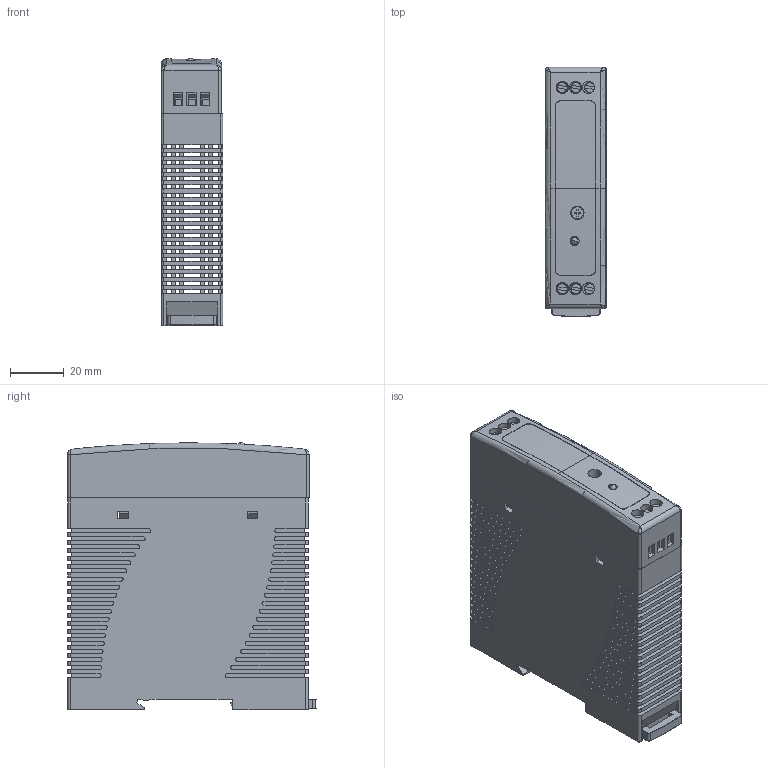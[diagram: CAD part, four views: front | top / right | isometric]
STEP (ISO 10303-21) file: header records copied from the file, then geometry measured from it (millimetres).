
FILE_DESCRIPTION (( 'STEP AP214' ), '1' );
FILE_NAME ('CDKS-10-20W三维图-202505.STEP', '2025-05-07T02:51:13', ( '万丰电脑' ), ( '电话：0577-62733550' ), 'SwSTEP 2.0', 'SolidWorks 2020', '' );
FILE_SCHEMA (( 'AUTOMOTIVE_DESIGN' ));
Length unit declared in the file: millimetre
Products named in the file (9): CDKS-10W奻裔; CDKS-10W縐諶; 萇弇んDIAN; ledｵﾆ; 三位端子; CDKS-10-20W三维图-202505; CDKS-10W菁釱; 1弇傷赽苤; 2弇傷赽苤
Assembly tree (9 placements, depth 3):
  CDKS-10-20W三维图-202505
    CDKS-10W菁釱
    CDKS-10W奻裔
    CDKS-10W縐諶
    三位端子  x2
      1弇傷赽苤
      2弇傷赽苤
    ledｵﾆ
    萇弇んDIAN
Bounding box: 23 x 92.75 x 99.75 mm (x, y, z)
Volume: 44744.9 mm3; surface area: 63134.5 mm2
Topology: 10 solids, 11 shells, 1602 faces, 4983 edges, 3043 vertices
Faces by surface type: plane 1297, cylinder 278, torus 13, bspline 12, sphere 2
Entity records: 64002 total; most frequent: CARTESIAN_POINT 9710, ORIENTED_EDGE 8816, DIRECTION 7663, EDGE_CURVE 4408, LINE 3839, VECTOR 3839, VERTEX_POINT 2667, AXIS2_PLACEMENT_3D 1912
